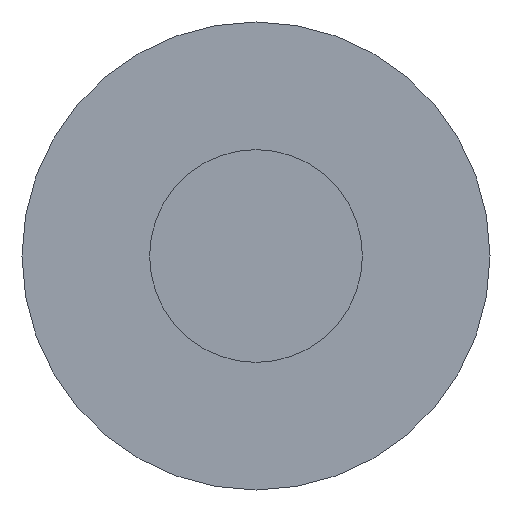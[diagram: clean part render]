
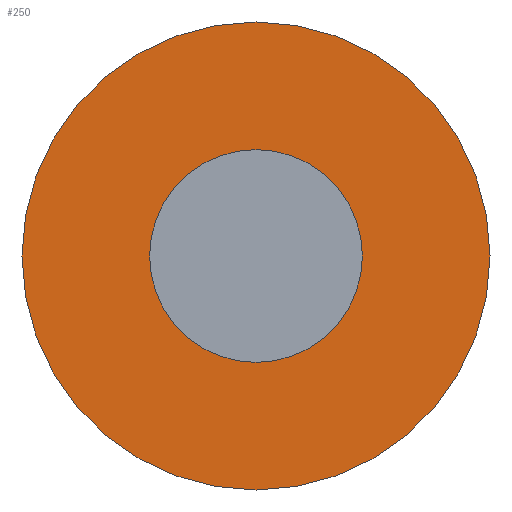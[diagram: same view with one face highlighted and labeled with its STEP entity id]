
A CAD part, front view. The second image highlights one B-rep face of the part: STEP entity #250.
In plain terms, the highlighted planar face has unit normal (0, -1, 0).
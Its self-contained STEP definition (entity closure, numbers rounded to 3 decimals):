
#22 = DIRECTION ( 'NONE',  ( 0., 1., 0. ) ) ;
#65 = AXIS2_PLACEMENT_3D ( 'NONE', #227, #1065, #563 ) ;
#69 = CARTESIAN_POINT ( 'NONE',  ( 0., 0., 0. ) ) ;
#88 = EDGE_CURVE ( 'NONE', #710, #773, #809, .T. ) ;
#89 = AXIS2_PLACEMENT_3D ( 'NONE', #69, #341, #678 ) ;
#98 = PLANE ( 'NONE',  #182 ) ;
#106 = DIRECTION ( 'NONE',  ( 0., 0., 1. ) ) ;
#110 = CARTESIAN_POINT ( 'NONE',  ( 0., 0., 0. ) ) ;
#117 = DIRECTION ( 'NONE',  ( 0., -1., 0. ) ) ;
#151 = AXIS2_PLACEMENT_3D ( 'NONE', #110, #117, #1038 ) ;
#175 = ORIENTED_EDGE ( 'NONE', *, *, #298, .F. ) ;
#182 = AXIS2_PLACEMENT_3D ( 'NONE', #189, #22, #106 ) ;
#189 = CARTESIAN_POINT ( 'NONE',  ( 0., 0., 0. ) ) ;
#216 = FACE_BOUND ( 'NONE', #1037, .T. ) ;
#227 = CARTESIAN_POINT ( 'NONE',  ( 0., 0., 0. ) ) ;
#240 = CARTESIAN_POINT ( 'NONE',  ( 0., 0., 0. ) ) ;
#250 = ADVANCED_FACE ( 'NONE', ( #216, #958 ), #98, .F. ) ;
#251 = CARTESIAN_POINT ( 'NONE',  ( 0., 0., -2.5 ) ) ;
#261 = DIRECTION ( 'NONE',  ( 0., 0., -1. ) ) ;
#298 = EDGE_CURVE ( 'NONE', #773, #710, #473, .T. ) ;
#341 = DIRECTION ( 'NONE',  ( 0., 1., 0. ) ) ;
#357 = AXIS2_PLACEMENT_3D ( 'NONE', #240, #495, #261 ) ;
#421 = CIRCLE ( 'NONE', #65, 5.5 ) ;
#446 = CIRCLE ( 'NONE', #89, 5.5 ) ;
#473 = CIRCLE ( 'NONE', #151, 2.5 ) ;
#495 = DIRECTION ( 'NONE',  ( 0., -1., 0. ) ) ;
#496 = ORIENTED_EDGE ( 'NONE', *, *, #88, .F. ) ;
#563 = DIRECTION ( 'NONE',  ( 0., 0., 1. ) ) ;
#650 = CARTESIAN_POINT ( 'NONE',  ( 0., 0., 2.5 ) ) ;
#673 = EDGE_CURVE ( 'NONE', #1041, #744, #421, .T. ) ;
#678 = DIRECTION ( 'NONE',  ( 0., 0., 1. ) ) ;
#710 = VERTEX_POINT ( 'NONE', #650 ) ;
#735 = EDGE_CURVE ( 'NONE', #744, #1041, #446, .T. ) ;
#744 = VERTEX_POINT ( 'NONE', #927 ) ;
#773 = VERTEX_POINT ( 'NONE', #251 ) ;
#809 = CIRCLE ( 'NONE', #357, 2.5 ) ;
#910 = ORIENTED_EDGE ( 'NONE', *, *, #735, .F. ) ;
#927 = CARTESIAN_POINT ( 'NONE',  ( 0., 0., 5.5 ) ) ;
#947 = EDGE_LOOP ( 'NONE', ( #1095, #910 ) ) ;
#958 = FACE_OUTER_BOUND ( 'NONE', #947, .T. ) ;
#1037 = EDGE_LOOP ( 'NONE', ( #496, #175 ) ) ;
#1038 = DIRECTION ( 'NONE',  ( 0., 0., -1. ) ) ;
#1041 = VERTEX_POINT ( 'NONE', #1056 ) ;
#1056 = CARTESIAN_POINT ( 'NONE',  ( 0., 0., -5.5 ) ) ;
#1065 = DIRECTION ( 'NONE',  ( 0., 1., 0. ) ) ;
#1095 = ORIENTED_EDGE ( 'NONE', *, *, #673, .F. ) ;
